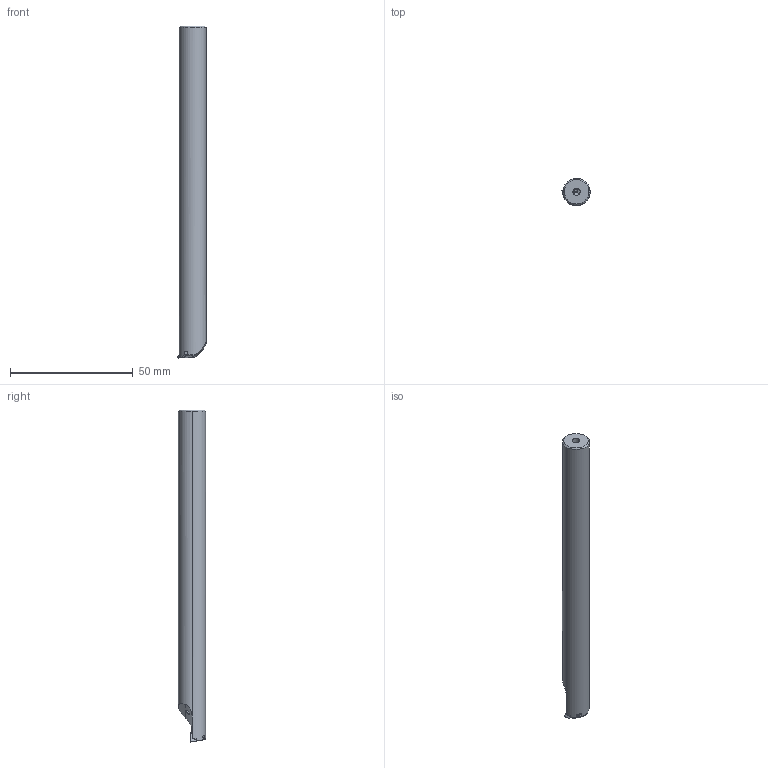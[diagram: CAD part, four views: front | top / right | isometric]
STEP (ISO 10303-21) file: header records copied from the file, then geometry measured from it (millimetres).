
FILE_DESCRIPTION(('no description'),'unknown implementation level');
FILE_NAME('4347B14D-19E5-49FF-B70B-83445FF82EDF_export.stp',' ',('CIMSOURCE GmbH'),('CADClick - KiM GmbH - www.kimweb.de'),'unknown preprocess','ACIS','unknown authorization');
FILE_SCHEMA(('automotive_design'));
Length unit declared in the file: millimetre
Products named in the file (3): 615.209 Kaiser E12 TP07 X D11 X 135HM|694.103 Kaiser ETL M2x4.8 T6 IP 10S;Kreismuster1; 615.209 Kaiser E12 TP07 X D11 X 135HM|651.735 Kaiser TPGT 070203 K10C;Kombinieren1; 615.209 Kaiser E12 TP07 X D11 X 135HM|615.209 Kaiser E12 TP07 X D11 X 135HM;Schnitt-Rotation2
Bounding box: 11.46 x 11 x 135.01 mm (x, y, z)
Volume: 11327.6 mm3; surface area: 6019.1 mm2
Topology: 3 solids, 3 shells, 85 faces, 214 edges, 129 vertices
Faces by surface type: cylinder 35, cone 24, plane 19, torus 6, bspline 1
Entity records: 6427 total; most frequent: CARTESIAN_POINT 1936, DIRECTION 466, STYLED_ITEM 424, PRESENTATION_STYLE_ASSIGNMENT 424, COLOUR_RGB 424, ORIENTED_EDGE 414, EDGE_CURVE 207, CURVE_STYLE 207
